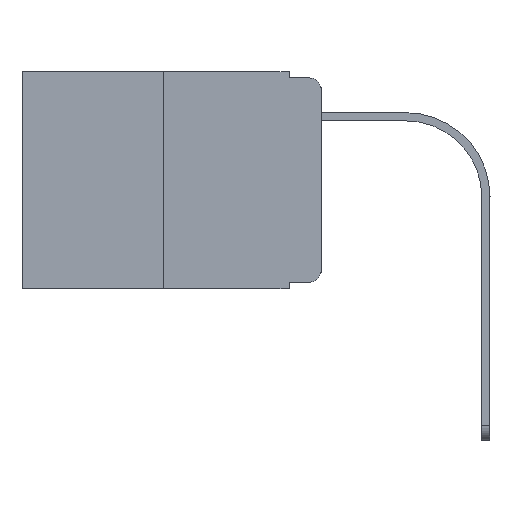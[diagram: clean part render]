
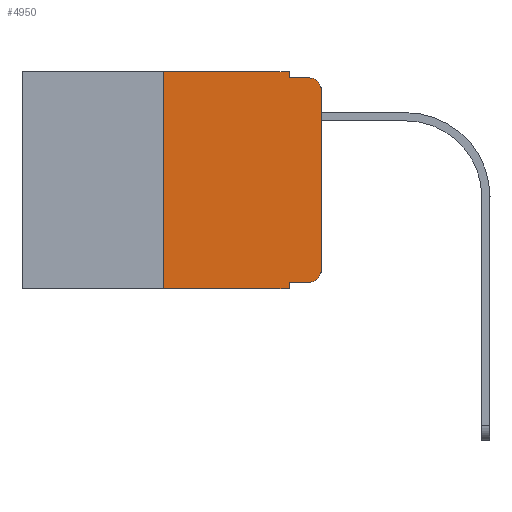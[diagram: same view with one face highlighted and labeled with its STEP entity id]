
A CAD part, left-side view. The second image highlights one B-rep face of the part: STEP entity #4950.
In plain terms, the highlighted planar face has unit normal (-1, 0, 0).
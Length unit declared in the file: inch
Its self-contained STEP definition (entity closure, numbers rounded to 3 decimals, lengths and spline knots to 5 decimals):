
#127 = LINE ( 'NONE', #6964, #9919 ) ;
#137 = VERTEX_POINT ( 'NONE', #5314 ) ;
#562 = ORIENTED_EDGE ( 'NONE', *, *, #4847, .T. ) ;
#673 = ORIENTED_EDGE ( 'NONE', *, *, #8049, .F. ) ;
#915 = DIRECTION ( 'NONE',  ( 0., 0., -1. ) ) ;
#1040 = CARTESIAN_POINT ( 'NONE',  ( 0., 0.25, -0.343 ) ) ;
#1081 = CARTESIAN_POINT ( 'NONE',  ( 0., 0.02, -0.313 ) ) ;
#1133 = VECTOR ( 'NONE', #6203, 39.37008 ) ;
#1172 = CARTESIAN_POINT ( 'NONE',  ( 0., 0.051, -0.01 ) ) ;
#1304 = VERTEX_POINT ( 'NONE', #1040 ) ;
#1499 = DIRECTION ( 'NONE',  ( 1., 0., 0. ) ) ;
#1774 = CARTESIAN_POINT ( 'NONE',  ( 0., 0.02, -0.333 ) ) ;
#1792 = DIRECTION ( 'NONE',  ( -1., 0., 0. ) ) ;
#1837 = CARTESIAN_POINT ( 'NONE',  ( 0., 0.02, -0.03 ) ) ;
#1990 = DIRECTION ( 'NONE',  ( 0., -1., 0. ) ) ;
#1993 = EDGE_CURVE ( 'NONE', #5816, #10062, #9539, .T. ) ;
#2323 = CARTESIAN_POINT ( 'NONE',  ( 0., 0.473, 0. ) ) ;
#2458 = VERTEX_POINT ( 'NONE', #6161 ) ;
#2506 = CARTESIAN_POINT ( 'NONE',  ( 0., 0., -0.03 ) ) ;
#2778 = DIRECTION ( 'NONE',  ( -1., 0., 0. ) ) ;
#2818 = VECTOR ( 'NONE', #4737, 39.37008 ) ;
#2851 = VERTEX_POINT ( 'NONE', #2506 ) ;
#2886 = CARTESIAN_POINT ( 'NONE',  ( 0., 0.051, -0.333 ) ) ;
#3008 = EDGE_CURVE ( 'NONE', #4127, #2851, #127, .T. ) ;
#3031 = EDGE_CURVE ( 'NONE', #2851, #2458, #6586, .T. ) ;
#3069 = EDGE_CURVE ( 'NONE', #8070, #2458, #6252, .T. ) ;
#3083 = CARTESIAN_POINT ( 'NONE',  ( 0., 0.25, 0. ) ) ;
#3153 = FACE_OUTER_BOUND ( 'NONE', #7410, .T. ) ;
#3250 = CARTESIAN_POINT ( 'NONE',  ( 0., 0.051, -0.343 ) ) ;
#3286 = VERTEX_POINT ( 'NONE', #8426 ) ;
#3547 = VECTOR ( 'NONE', #6443, 39.37008 ) ;
#3952 = CIRCLE ( 'NONE', #7997, 0.02 ) ;
#4032 = EDGE_CURVE ( 'NONE', #10062, #4127, #3952, .T. ) ;
#4127 = VERTEX_POINT ( 'NONE', #9391 ) ;
#4220 = ORIENTED_EDGE ( 'NONE', *, *, #3008, .T. ) ;
#4274 = DIRECTION ( 'NONE',  ( 0., 0., 1. ) ) ;
#4474 = AXIS2_PLACEMENT_3D ( 'NONE', #1837, #2778, #5214 ) ;
#4737 = DIRECTION ( 'NONE',  ( 0., 0., -1. ) ) ;
#4774 = ORIENTED_EDGE ( 'NONE', *, *, #9179, .F. ) ;
#4794 = LINE ( 'NONE', #9192, #2818 ) ;
#4847 = EDGE_CURVE ( 'NONE', #1304, #6409, #6245, .T. ) ;
#4950 = ADVANCED_FACE ( 'NONE', ( #3153 ), #6516, .F. ) ;
#5013 = CARTESIAN_POINT ( 'NONE',  ( 0., 0.051, 0. ) ) ;
#5214 = DIRECTION ( 'NONE',  ( 0., 0., -1. ) ) ;
#5234 = LINE ( 'NONE', #5013, #7664 ) ;
#5314 = CARTESIAN_POINT ( 'NONE',  ( 0., 0.25, 0. ) ) ;
#5517 = VECTOR ( 'NONE', #1990, 39.37008 ) ;
#5816 = VERTEX_POINT ( 'NONE', #9754 ) ;
#5854 = DIRECTION ( 'NONE',  ( 0., -1., 0. ) ) ;
#6161 = CARTESIAN_POINT ( 'NONE',  ( 0., 0.02, -0.01 ) ) ;
#6203 = DIRECTION ( 'NONE',  ( 0., -1., 0. ) ) ;
#6212 = ORIENTED_EDGE ( 'NONE', *, *, #9507, .F. ) ;
#6245 = LINE ( 'NONE', #7118, #10340 ) ;
#6252 = LINE ( 'NONE', #1172, #1133 ) ;
#6409 = VERTEX_POINT ( 'NONE', #3250 ) ;
#6443 = DIRECTION ( 'NONE',  ( 0., 0., 1. ) ) ;
#6516 = PLANE ( 'NONE',  #9133 ) ;
#6586 = CIRCLE ( 'NONE', #4474, 0.02 ) ;
#6596 = ORIENTED_EDGE ( 'NONE', *, *, #3069, .F. ) ;
#6725 = LINE ( 'NONE', #9413, #10206 ) ;
#6964 = CARTESIAN_POINT ( 'NONE',  ( 0., 0., 0. ) ) ;
#7118 = CARTESIAN_POINT ( 'NONE',  ( 0., 0.473, -0.343 ) ) ;
#7231 = DIRECTION ( 'NONE',  ( 0., -1., 0. ) ) ;
#7410 = EDGE_LOOP ( 'NONE', ( #4220, #8230, #6596, #673, #4774, #6212, #562, #9107, #7519, #10552 ) ) ;
#7519 = ORIENTED_EDGE ( 'NONE', *, *, #1993, .T. ) ;
#7664 = VECTOR ( 'NONE', #8569, 39.37008 ) ;
#7997 = AXIS2_PLACEMENT_3D ( 'NONE', #1081, #1792, #915 ) ;
#8049 = EDGE_CURVE ( 'NONE', #3286, #8070, #4794, .T. ) ;
#8070 = VERTEX_POINT ( 'NONE', #9903 ) ;
#8210 = DIRECTION ( 'NONE',  ( 0., 0., -1. ) ) ;
#8230 = ORIENTED_EDGE ( 'NONE', *, *, #3031, .T. ) ;
#8426 = CARTESIAN_POINT ( 'NONE',  ( 0., 0.051, 0. ) ) ;
#8569 = DIRECTION ( 'NONE',  ( 0., 0., -1. ) ) ;
#9107 = ORIENTED_EDGE ( 'NONE', *, *, #10728, .F. ) ;
#9133 = AXIS2_PLACEMENT_3D ( 'NONE', #2323, #1499, #8210 ) ;
#9179 = EDGE_CURVE ( 'NONE', #137, #3286, #6725, .T. ) ;
#9192 = CARTESIAN_POINT ( 'NONE',  ( 0., 0.051, 0. ) ) ;
#9391 = CARTESIAN_POINT ( 'NONE',  ( 0., 0., -0.313 ) ) ;
#9413 = CARTESIAN_POINT ( 'NONE',  ( 0., 0.473, 0. ) ) ;
#9507 = EDGE_CURVE ( 'NONE', #1304, #137, #9736, .T. ) ;
#9539 = LINE ( 'NONE', #2886, #5517 ) ;
#9736 = LINE ( 'NONE', #3083, #3547 ) ;
#9754 = CARTESIAN_POINT ( 'NONE',  ( 0., 0.051, -0.333 ) ) ;
#9903 = CARTESIAN_POINT ( 'NONE',  ( 0., 0.051, -0.01 ) ) ;
#9919 = VECTOR ( 'NONE', #4274, 39.37008 ) ;
#10062 = VERTEX_POINT ( 'NONE', #1774 ) ;
#10206 = VECTOR ( 'NONE', #5854, 39.37008 ) ;
#10340 = VECTOR ( 'NONE', #7231, 39.37008 ) ;
#10552 = ORIENTED_EDGE ( 'NONE', *, *, #4032, .T. ) ;
#10728 = EDGE_CURVE ( 'NONE', #5816, #6409, #5234, .T. ) ;
